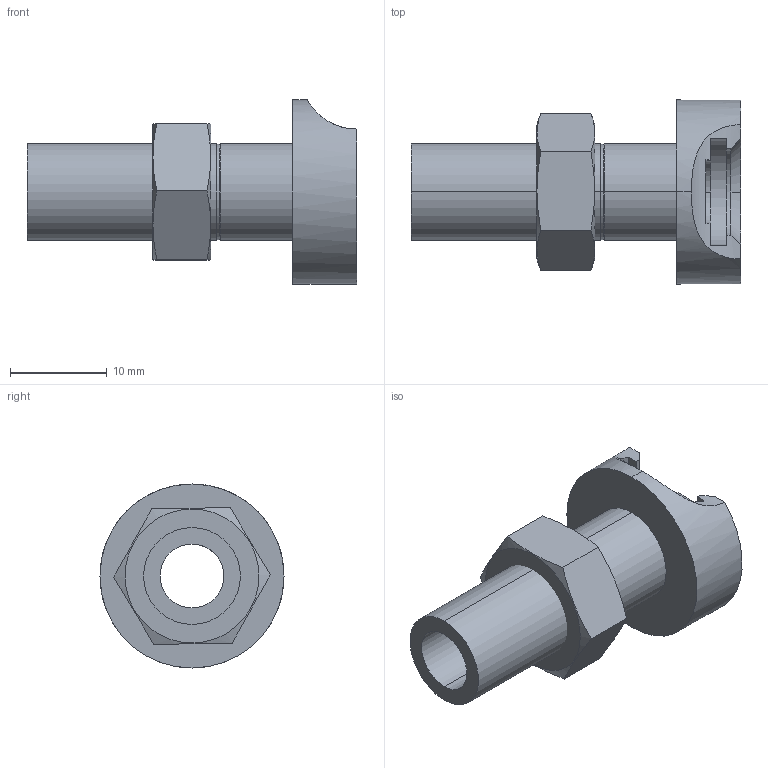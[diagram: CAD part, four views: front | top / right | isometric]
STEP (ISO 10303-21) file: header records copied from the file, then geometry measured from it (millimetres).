
FILE_DESCRIPTION (( 'STEP AP214' ), '1' );
FILE_NAME ('OS-2325 - POS-260 .STEP', '2019-08-16T19:03:40', ( '' ), ( '' ), 'SwSTEP 2.0', 'SolidWorks 2019', '' );
FILE_SCHEMA (( 'AUTOMOTIVE_DESIGN' ));
Length unit declared in the file: millimetre
Products named in the file (5): OS-2325 - POS-261; OS-2325 - POS-262; OS-2325 - POS-260 
Assembly tree (2 placements, depth 2):
  OS-2325 - POS-261
  OS-2325 - POS-262
  OS-2325 - POS-260 
    OS-2325 - POS-261
    OS-2325 - POS-262
Bounding box: 34 x 19 x 19 mm (x, y, z)
Volume: 3167.8 mm3; surface area: 3136.4 mm2
Topology: 2 solids, 2 shells, 50 faces, 125 edges, 80 vertices
Faces by surface type: plane 23, cylinder 15, cone 12
Entity records: 1933 total; most frequent: CARTESIAN_POINT 422, DIRECTION 263, ORIENTED_EDGE 250, EDGE_CURVE 125, AXIS2_PLACEMENT_3D 103, VERTEX_POINT 80, LINE 57, VECTOR 57
